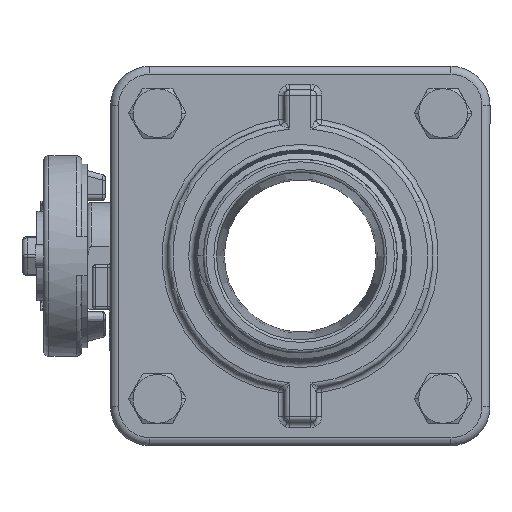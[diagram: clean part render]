
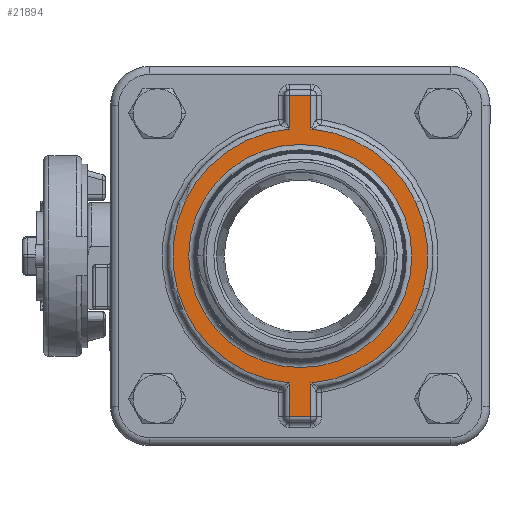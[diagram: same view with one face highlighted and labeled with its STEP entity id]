
A CAD part, left-side view. The second image highlights one B-rep face of the part: STEP entity #21894.
In plain terms, the highlighted face is planar.
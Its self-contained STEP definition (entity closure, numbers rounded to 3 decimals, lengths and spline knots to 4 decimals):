
#1217=FACE_BOUND('',#4188,.T.);
#2772=FACE_OUTER_BOUND('',#4187,.T.);
#4187=EDGE_LOOP('',(#19845,#19846,#19847,#19848,#19849,#19850,#19851,#19852));
#4188=EDGE_LOOP('',(#19853));
#5005=CIRCLE('',#24232,1.4275);
#5047=CIRCLE('',#24289,1.4275);
#5053=CIRCLE('',#24303,1.25);
#6870=LINE('',#48559,#8694);
#6887=LINE('',#48990,#8711);
#6888=LINE('',#48994,#8712);
#6889=LINE('',#48996,#8713);
#6890=LINE('',#48997,#8714);
#6891=LINE('',#48998,#8715);
#8694=VECTOR('',#29921,0.3937);
#8711=VECTOR('',#30082,0.3937);
#8712=VECTOR('',#30087,0.3937);
#8713=VECTOR('',#30088,0.3937);
#8714=VECTOR('',#30089,0.3937);
#8715=VECTOR('',#30090,0.3937);
#10618=VERTEX_POINT('',#48524);
#10621=VERTEX_POINT('',#48558);
#10623=VERTEX_POINT('',#48564);
#10653=VERTEX_POINT('',#48788);
#10659=VERTEX_POINT('',#48939);
#10663=VERTEX_POINT('',#48989);
#10664=VERTEX_POINT('',#48993);
#10665=VERTEX_POINT('',#48995);
#10666=VERTEX_POINT('',#48999);
#13669=EDGE_CURVE('',#10618,#10621,#6870,.T.);
#13673=EDGE_CURVE('',#10623,#10618,#5005,.T.);
#13735=EDGE_CURVE('',#10653,#10659,#5047,.T.);
#13744=EDGE_CURVE('',#10621,#10663,#6887,.T.);
#13746=EDGE_CURVE('',#10664,#10623,#6888,.T.);
#13747=EDGE_CURVE('',#10665,#10664,#6889,.T.);
#13748=EDGE_CURVE('',#10659,#10665,#6890,.T.);
#13749=EDGE_CURVE('',#10663,#10653,#6891,.T.);
#13750=EDGE_CURVE('',#10666,#10666,#5053,.T.);
#19845=ORIENTED_EDGE('',*,*,#13669,.F.);
#19846=ORIENTED_EDGE('',*,*,#13673,.F.);
#19847=ORIENTED_EDGE('',*,*,#13746,.F.);
#19848=ORIENTED_EDGE('',*,*,#13747,.F.);
#19849=ORIENTED_EDGE('',*,*,#13748,.F.);
#19850=ORIENTED_EDGE('',*,*,#13735,.F.);
#19851=ORIENTED_EDGE('',*,*,#13749,.F.);
#19852=ORIENTED_EDGE('',*,*,#13744,.F.);
#19853=ORIENTED_EDGE('',*,*,#13750,.F.);
#20650=PLANE('',#24302);
#21894=ADVANCED_FACE('',(#2772,#1217),#20650,.T.);
#24232=AXIS2_PLACEMENT_3D('',#48575,#29928,#29929);
#24289=AXIS2_PLACEMENT_3D('',#48971,#30054,#30055);
#24302=AXIS2_PLACEMENT_3D('',#48992,#30085,#30086);
#24303=AXIS2_PLACEMENT_3D('',#49000,#30091,#30092);
#29921=DIRECTION('',(-1.,0.,0.));
#29928=DIRECTION('center_axis',(0.,0.,-1.));
#29929=DIRECTION('ref_axis',(0.,-1.,0.));
#30054=DIRECTION('center_axis',(0.,0.,-1.));
#30055=DIRECTION('ref_axis',(0.,1.,0.));
#30082=DIRECTION('',(0.,1.,0.));
#30085=DIRECTION('center_axis',(0.,0.,1.));
#30086=DIRECTION('ref_axis',(1.,0.,0.));
#30087=DIRECTION('',(-1.,0.,0.));
#30088=DIRECTION('',(0.,-1.,0.));
#30089=DIRECTION('',(1.,0.,0.));
#30090=DIRECTION('',(1.,0.,0.));
#30091=DIRECTION('center_axis',(0.,0.,1.));
#30092=DIRECTION('ref_axis',(0.,-1.,0.));
#48524=CARTESIAN_POINT('',(-1.4224,-0.12,1.32));
#48558=CARTESIAN_POINT('',(-1.8,-0.12,1.32));
#48559=CARTESIAN_POINT('',(-0.7625,-0.12,1.32));
#48564=CARTESIAN_POINT('',(1.4224,-0.12,1.32));
#48575=CARTESIAN_POINT('Origin',(0.,0.,1.32));
#48788=CARTESIAN_POINT('',(-1.4224,0.12,1.32));
#48939=CARTESIAN_POINT('',(1.4224,0.12,1.32));
#48971=CARTESIAN_POINT('Origin',(0.,0.,1.32));
#48989=CARTESIAN_POINT('',(-1.8,0.12,1.32));
#48990=CARTESIAN_POINT('',(-1.8,0.6431,1.32));
#48992=CARTESIAN_POINT('Origin',(0.,1.2863,1.32));
#48993=CARTESIAN_POINT('',(1.8,-0.12,1.32));
#48994=CARTESIAN_POINT('',(0.7625,-0.12,1.32));
#48995=CARTESIAN_POINT('',(1.8,0.12,1.32));
#48996=CARTESIAN_POINT('',(1.8,0.6431,1.32));
#48997=CARTESIAN_POINT('',(0.7625,0.12,1.32));
#48998=CARTESIAN_POINT('',(-0.7625,0.12,1.32));
#48999=CARTESIAN_POINT('',(1.25,0.,1.32));
#49000=CARTESIAN_POINT('Origin',(0.,0.,1.32));
